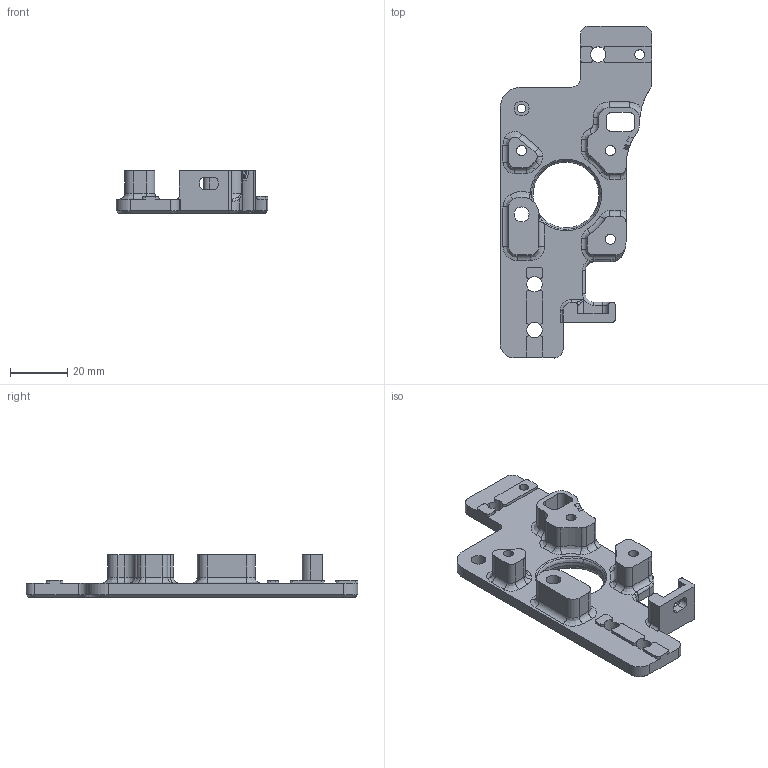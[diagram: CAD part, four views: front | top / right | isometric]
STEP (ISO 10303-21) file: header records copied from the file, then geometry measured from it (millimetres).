
FILE_DESCRIPTION (( 'STEP AP214' ), '1' );
FILE_NAME ('AB DRIBE A SIDE BOT.STEP', '2020-12-22T22:59:51', ( '' ), ( '' ), 'SwSTEP 2.0', 'SolidWorks 2014', '' );
FILE_SCHEMA (( 'AUTOMOTIVE_DESIGN' ));
Length unit declared in the file: millimetre
Products named in the file (2): AB DRIBE A SIDE BOT
Bounding box: 53.03 x 116 x 15 mm (x, y, z)
Volume: 25085.5 mm3; surface area: 13454.3 mm2
Topology: 1 solids, 1 shells, 381 faces, 991 edges, 618 vertices
Faces by surface type: plane 157, cylinder 124, bspline 54, cone 45, torus 1
Entity records: 17249 total; most frequent: CARTESIAN_POINT 3949, ORIENTED_EDGE 1974, DIRECTION 1863, EDGE_CURVE 987, AXIS2_PLACEMENT_3D 657, VERTEX_POINT 618, LINE 549, VECTOR 549
